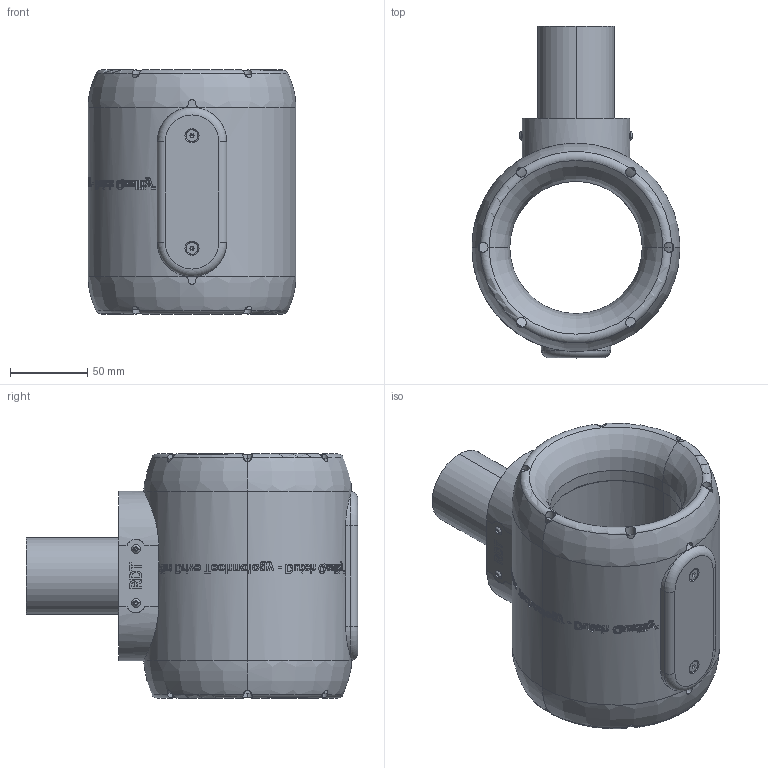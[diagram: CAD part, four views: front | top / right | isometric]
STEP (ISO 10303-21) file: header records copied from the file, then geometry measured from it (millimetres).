
FILE_DESCRIPTION (( 'STEP AP214' ), '1' );
FILE_NAME ('P-086-030-rev-A-TH.STEP', '2021-05-29T07:14:40', ( '' ), ( '' ), 'SwSTEP 2.0', 'SolidWorks 2021', '' );
FILE_SCHEMA (( 'AUTOMOTIVE_DESIGN' ));
Length unit declared in the file: millimetre
Products named in the file (1): P-086-030-rev-A-TH
Bounding box: 135 x 215.36 x 158.4 mm (x, y, z)
Volume: 1481798.4 mm3; surface area: 141658.4 mm2
Topology: 1 solids, 17 shells, 1077 faces, 2749 edges, 1752 vertices
Faces by surface type: plane 376, bspline 323, cylinder 218, torus 82, cone 70, sphere 8
Entity records: 49710 total; most frequent: CARTESIAN_POINT 20384, ORIENTED_EDGE 5434, DIRECTION 3406, EDGE_CURVE 2717, VERTEX_POINT 1752, B_SPLINE_CURVE_WITH_KNOTS 1416, AXIS2_PLACEMENT_3D 1350, EDGE_LOOP 1177
